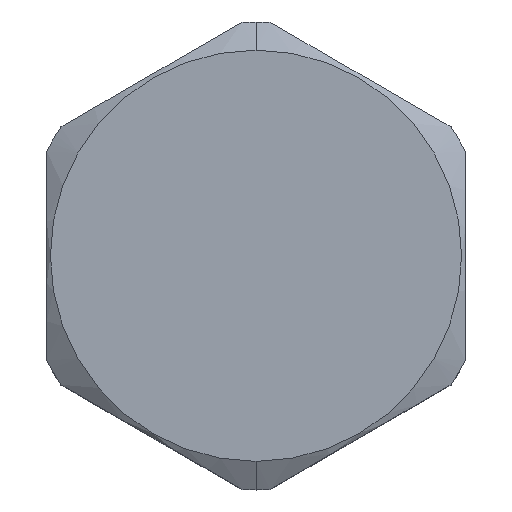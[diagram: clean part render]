
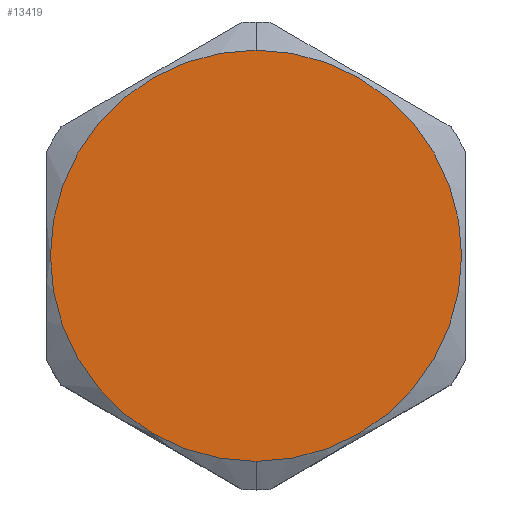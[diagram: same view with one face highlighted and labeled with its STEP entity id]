
A CAD part, top view. The second image highlights one B-rep face of the part: STEP entity #13419.
In plain terms, the highlighted planar face has unit normal (0, 0, 1).
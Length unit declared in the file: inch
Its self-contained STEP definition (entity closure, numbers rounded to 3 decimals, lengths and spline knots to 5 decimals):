
#5479=CARTESIAN_POINT('',(0.,0.,4.093));
#5480=DIRECTION('',(0.,0.,1.));
#5481=DIRECTION('',(0.,-1.,0.));
#5482=AXIS2_PLACEMENT_3D('',#5479,#5480,#5481);
#5484=CARTESIAN_POINT('',(0.,0.,4.093));
#5485=DIRECTION('',(0.,0.,1.));
#5486=DIRECTION('',(0.,1.,0.));
#5487=AXIS2_PLACEMENT_3D('',#5484,#5485,#5486);
#7601=CARTESIAN_POINT('',(0.,-0.43,4.093));
#7602=CARTESIAN_POINT('',(0.,0.43,4.093));
#7603=VERTEX_POINT('',#7601);
#7604=VERTEX_POINT('',#7602);
#13410=CARTESIAN_POINT('',(0.,0.,4.093));
#13411=DIRECTION('',(0.,0.,1.));
#13412=DIRECTION('',(0.,1.,0.));
#13413=AXIS2_PLACEMENT_3D('',#13410,#13411,#13412);
#13414=PLANE('',#13413);
#13415=ORIENTED_EDGE('',*,*,#13373,.F.);
#13416=ORIENTED_EDGE('',*,*,#13399,.F.);
#13417=EDGE_LOOP('',(#13415,#13416));
#13418=FACE_OUTER_BOUND('',#13417,.F.);
#13419=ADVANCED_FACE('',(#13418),#13414,.T.);
#5483=CIRCLE('',#5482,0.43);
#5488=CIRCLE('',#5487,0.43);
#13373=EDGE_CURVE('',#7603,#7604,#5483,.T.);
#13399=EDGE_CURVE('',#7604,#7603,#5488,.T.);
